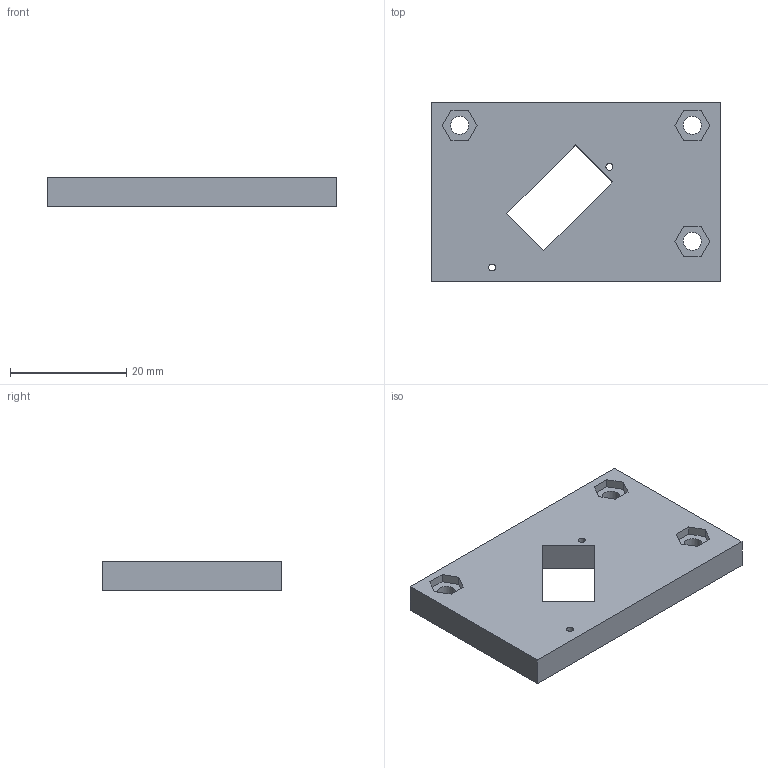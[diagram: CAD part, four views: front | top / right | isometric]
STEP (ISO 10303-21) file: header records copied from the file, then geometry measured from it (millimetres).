
FILE_DESCRIPTION(/* description */ (''),/* implementation_level */ '2;1');
FILE_NAME(/* name */ '30_CUBE_openSIM_DMD_Holder.ipt.step',/* time_stamp */ '2022-11-29T08:17:42+01:00',/* author */ ('wanghaoran'),/* organization */ (''),/* preprocessor_version */ 'ST-DEVELOPER v18.1',/* originating_system */ 'Autodesk Inventor 2022',/* authorisation */ '');
FILE_SCHEMA (('AUTOMOTIVE_DESIGN { 1 0 10303 214 3 1 1 }'));
Length unit declared in the file: millimetre
Products named in the file (1): 30_CUBE_penSIM_DMD_Holder
Bounding box: 49.8 x 30.92 x 5 mm (x, y, z)
Volume: 6749.4 mm3; surface area: 4014.2 mm2
Topology: 1 solids, 1 shells, 36 faces, 93 edges, 62 vertices
Faces by surface type: plane 31, cylinder 5
Full cylindrical faces by diameter (mm): 1.2 x2, 3.1 x3
Entity records: 1189 total; most frequent: CARTESIAN_POINT 201, ORIENTED_EDGE 186, DIRECTION 179, EDGE_CURVE 93, LINE 83, VECTOR 83, VERTEX_POINT 62, EDGE_LOOP 51
